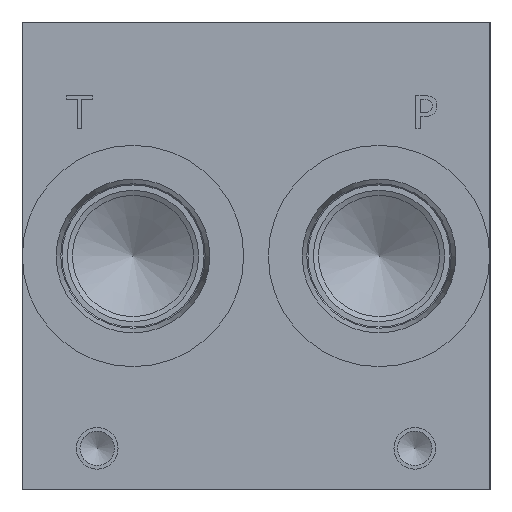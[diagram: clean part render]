
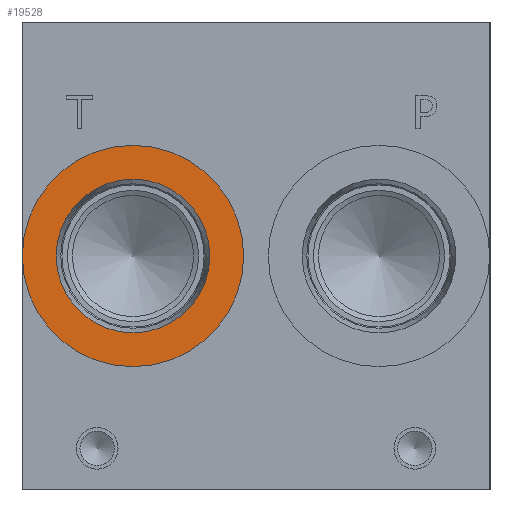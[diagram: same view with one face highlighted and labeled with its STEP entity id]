
A CAD part, left-side view. The second image highlights one B-rep face of the part: STEP entity #19528.
In plain terms, the highlighted planar face has unit normal (-1, 0, 0).
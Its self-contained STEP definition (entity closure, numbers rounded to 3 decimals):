
#424=CIRCLE('',#20449,21.019);
#425=CIRCLE('',#20450,21.019);
#426=CIRCLE('',#20452,14.592);
#427=CIRCLE('',#20453,14.592);
#1051=FACE_BOUND('',#3742,.T.);
#2607=FACE_OUTER_BOUND('',#3741,.T.);
#3741=EDGE_LOOP('',(#16028,#16029));
#3742=EDGE_LOOP('',(#16030,#16031));
#8771=VERTEX_POINT('',#33026);
#8772=VERTEX_POINT('',#33028);
#8773=VERTEX_POINT('',#33032);
#8774=VERTEX_POINT('',#33033);
#11342=EDGE_CURVE('',#8771,#8772,#424,.T.);
#11343=EDGE_CURVE('',#8772,#8771,#425,.T.);
#11344=EDGE_CURVE('',#8773,#8774,#426,.T.);
#11345=EDGE_CURVE('',#8774,#8773,#427,.T.);
#16028=ORIENTED_EDGE('',*,*,#11343,.F.);
#16029=ORIENTED_EDGE('',*,*,#11342,.F.);
#16030=ORIENTED_EDGE('',*,*,#11344,.T.);
#16031=ORIENTED_EDGE('',*,*,#11345,.T.);
#18106=PLANE('',#20451);
#19528=ADVANCED_FACE('',(#2607,#1051),#18106,.F.);
#20449=AXIS2_PLACEMENT_3D('',#33029,#23845,#23846);
#20450=AXIS2_PLACEMENT_3D('',#33030,#23847,#23848);
#20451=AXIS2_PLACEMENT_3D('',#33031,#23849,#23850);
#20452=AXIS2_PLACEMENT_3D('',#33034,#23851,#23852);
#20453=AXIS2_PLACEMENT_3D('',#33035,#23853,#23854);
#23845=DIRECTION('center_axis',(1.,0.,0.));
#23846=DIRECTION('ref_axis',(0.,0.,-1.));
#23847=DIRECTION('center_axis',(1.,0.,0.));
#23848=DIRECTION('ref_axis',(0.,0.,-1.));
#23849=DIRECTION('center_axis',(1.,0.,0.));
#23850=DIRECTION('ref_axis',(0.,0.,-1.));
#23851=DIRECTION('center_axis',(1.,0.,0.));
#23852=DIRECTION('ref_axis',(0.,0.,-1.));
#23853=DIRECTION('center_axis',(1.,0.,0.));
#23854=DIRECTION('ref_axis',(0.,0.,-1.));
#33026=CARTESIAN_POINT('',(0.787,67.818,23.432));
#33028=CARTESIAN_POINT('',(0.787,67.818,65.469));
#33029=CARTESIAN_POINT('Origin',(0.787,67.818,44.45));
#33030=CARTESIAN_POINT('Origin',(0.787,67.818,44.45));
#33031=CARTESIAN_POINT('Origin',(0.787,67.818,59.042));
#33032=CARTESIAN_POINT('',(0.787,67.818,59.042));
#33033=CARTESIAN_POINT('',(0.787,67.818,29.858));
#33034=CARTESIAN_POINT('Origin',(0.787,67.818,44.45));
#33035=CARTESIAN_POINT('Origin',(0.787,67.818,44.45));
